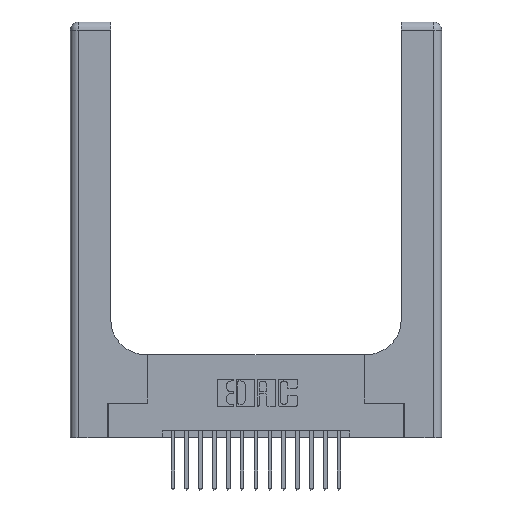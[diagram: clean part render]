
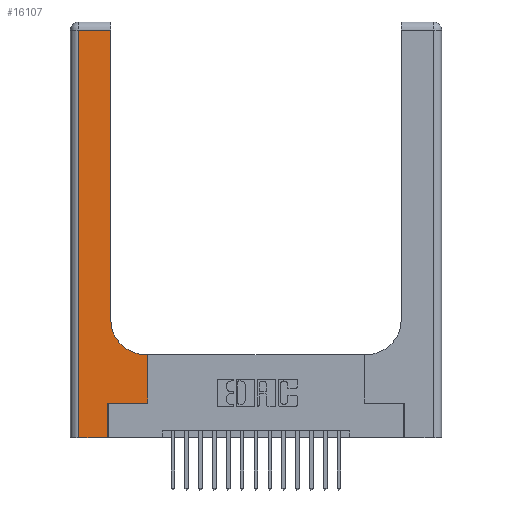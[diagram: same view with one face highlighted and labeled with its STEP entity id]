
A CAD part, top view. The second image highlights one B-rep face of the part: STEP entity #16107.
In plain terms, the highlighted planar face has unit normal (0, 0, 1).
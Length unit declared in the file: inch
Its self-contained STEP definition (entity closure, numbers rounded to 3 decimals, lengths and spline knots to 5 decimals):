
#80 = DIRECTION ( 'NONE',  ( 1., 0., 0. ) ) ;
#85 = DIRECTION ( 'NONE',  ( 0., 0., -1. ) ) ;
#107 = CARTESIAN_POINT ( 'NONE',  ( 0.5415, 0.85, 0.37 ) ) ;
#589 = LINE ( 'NONE', #2632, #4228 ) ;
#753 = CARTESIAN_POINT ( 'NONE',  ( 0.269, 0., 0.37 ) ) ;
#762 = DIRECTION ( 'NONE',  ( -1., 0., 0. ) ) ;
#1184 = VECTOR ( 'NONE', #9815, 39.37008 ) ;
#1670 = LINE ( 'NONE', #753, #1184 ) ;
#2607 = CARTESIAN_POINT ( 'NONE',  ( 0.2915, 3., 0.37 ) ) ;
#2632 = CARTESIAN_POINT ( 'NONE',  ( 0., 2.94, 0.37 ) ) ;
#2860 = EDGE_CURVE ( 'NONE', #4893, #12060, #15656, .T. ) ;
#2963 = ORIENTED_EDGE ( 'NONE', *, *, #6911, .T. ) ;
#2965 = DIRECTION ( 'NONE',  ( 1., 0., 0. ) ) ;
#2997 = ORIENTED_EDGE ( 'NONE', *, *, #16503, .T. ) ;
#3714 = CARTESIAN_POINT ( 'NONE',  ( 0.5585, 0.6, 0.37 ) ) ;
#4175 = DIRECTION ( 'NONE',  ( -1., 0., 0. ) ) ;
#4228 = VECTOR ( 'NONE', #4175, 39.37008 ) ;
#4893 = VERTEX_POINT ( 'NONE', #18898 ) ;
#5099 = CARTESIAN_POINT ( 'NONE',  ( 0.06, 3., 0.37 ) ) ;
#5335 = VECTOR ( 'NONE', #7144, 39.37008 ) ;
#5867 = CARTESIAN_POINT ( 'NONE',  ( 0., 0., 0.37 ) ) ;
#5877 = EDGE_CURVE ( 'NONE', #7185, #17649, #9560, .T. ) ;
#6124 = EDGE_CURVE ( 'NONE', #17649, #10449, #13704, .T. ) ;
#6230 = CARTESIAN_POINT ( 'NONE',  ( 0.06, 2.94, 0.37 ) ) ;
#6626 = VERTEX_POINT ( 'NONE', #6230 ) ;
#6889 = VERTEX_POINT ( 'NONE', #15694 ) ;
#6911 = EDGE_CURVE ( 'NONE', #6889, #7185, #1670, .T. ) ;
#6925 = VECTOR ( 'NONE', #762, 39.37008 ) ;
#7144 = DIRECTION ( 'NONE',  ( 0., 1., 0. ) ) ;
#7185 = VERTEX_POINT ( 'NONE', #7576 ) ;
#7217 = ORIENTED_EDGE ( 'NONE', *, *, #14409, .T. ) ;
#7287 = CARTESIAN_POINT ( 'NONE',  ( 0., 3., 0.37 ) ) ;
#7347 = DIRECTION ( 'NONE',  ( 1., 0., 0. ) ) ;
#7441 = AXIS2_PLACEMENT_3D ( 'NONE', #7287, #17684, #8845 ) ;
#7576 = CARTESIAN_POINT ( 'NONE',  ( 0.269, 0.25, 0.37 ) ) ;
#7821 = CARTESIAN_POINT ( 'NONE',  ( 0.06, 0., 0.37 ) ) ;
#7875 = CARTESIAN_POINT ( 'NONE',  ( 0.5585, 0.25, 0.37 ) ) ;
#7962 = LINE ( 'NONE', #5099, #11498 ) ;
#8836 = ORIENTED_EDGE ( 'NONE', *, *, #2860, .T. ) ;
#8845 = DIRECTION ( 'NONE',  ( -1., 0., 0. ) ) ;
#9262 = LINE ( 'NONE', #2607, #5335 ) ;
#9279 = VERTEX_POINT ( 'NONE', #15631 ) ;
#9508 = AXIS2_PLACEMENT_3D ( 'NONE', #107, #85, #80 ) ;
#9560 = LINE ( 'NONE', #13409, #16943 ) ;
#9746 = CARTESIAN_POINT ( 'NONE',  ( 0.5585, 0.25, 0.37 ) ) ;
#9769 = EDGE_LOOP ( 'NONE', ( #17336, #12498, #16119, #7217, #2963, #10418, #11486, #2997, #8836 ) ) ;
#9815 = DIRECTION ( 'NONE',  ( 0., 1., 0. ) ) ;
#10377 = EDGE_CURVE ( 'NONE', #6626, #13969, #7962, .T. ) ;
#10418 = ORIENTED_EDGE ( 'NONE', *, *, #5877, .T. ) ;
#10449 = VERTEX_POINT ( 'NONE', #3714 ) ;
#11486 = ORIENTED_EDGE ( 'NONE', *, *, #6124, .T. ) ;
#11498 = VECTOR ( 'NONE', #16928, 39.37008 ) ;
#12060 = VERTEX_POINT ( 'NONE', #18515 ) ;
#12498 = ORIENTED_EDGE ( 'NONE', *, *, #13821, .T. ) ;
#12821 = CARTESIAN_POINT ( 'NONE',  ( 0.2915, 0.6, 0.37 ) ) ;
#12994 = FACE_OUTER_BOUND ( 'NONE', #9769, .T. ) ;
#13262 = VECTOR ( 'NONE', #16732, 39.37008 ) ;
#13409 = CARTESIAN_POINT ( 'NONE',  ( 0.269, 0.25, 0.37 ) ) ;
#13704 = LINE ( 'NONE', #7875, #13262 ) ;
#13718 = VECTOR ( 'NONE', #7347, 39.37008 ) ;
#13821 = EDGE_CURVE ( 'NONE', #9279, #6626, #589, .T. ) ;
#13969 = VERTEX_POINT ( 'NONE', #7821 ) ;
#14188 = LINE ( 'NONE', #5867, #13718 ) ;
#14409 = EDGE_CURVE ( 'NONE', #13969, #6889, #14188, .T. ) ;
#14789 = LINE ( 'NONE', #12821, #6925 ) ;
#15631 = CARTESIAN_POINT ( 'NONE',  ( 0.2915, 2.94, 0.37 ) ) ;
#15656 = CIRCLE ( 'NONE', #9508, 0.25 ) ;
#15694 = CARTESIAN_POINT ( 'NONE',  ( 0.269, 0., 0.37 ) ) ;
#16107 = ADVANCED_FACE ( 'NONE', ( #12994 ), #16223, .F. ) ;
#16119 = ORIENTED_EDGE ( 'NONE', *, *, #10377, .T. ) ;
#16223 = PLANE ( 'NONE',  #7441 ) ;
#16503 = EDGE_CURVE ( 'NONE', #10449, #4893, #14789, .T. ) ;
#16628 = EDGE_CURVE ( 'NONE', #12060, #9279, #9262, .T. ) ;
#16732 = DIRECTION ( 'NONE',  ( 0., 1., 0. ) ) ;
#16928 = DIRECTION ( 'NONE',  ( 0., -1., 0. ) ) ;
#16943 = VECTOR ( 'NONE', #2965, 39.37008 ) ;
#17336 = ORIENTED_EDGE ( 'NONE', *, *, #16628, .T. ) ;
#17649 = VERTEX_POINT ( 'NONE', #9746 ) ;
#17684 = DIRECTION ( 'NONE',  ( 0., 0., -1. ) ) ;
#18515 = CARTESIAN_POINT ( 'NONE',  ( 0.2915, 0.85, 0.37 ) ) ;
#18898 = CARTESIAN_POINT ( 'NONE',  ( 0.5415, 0.6, 0.37 ) ) ;
